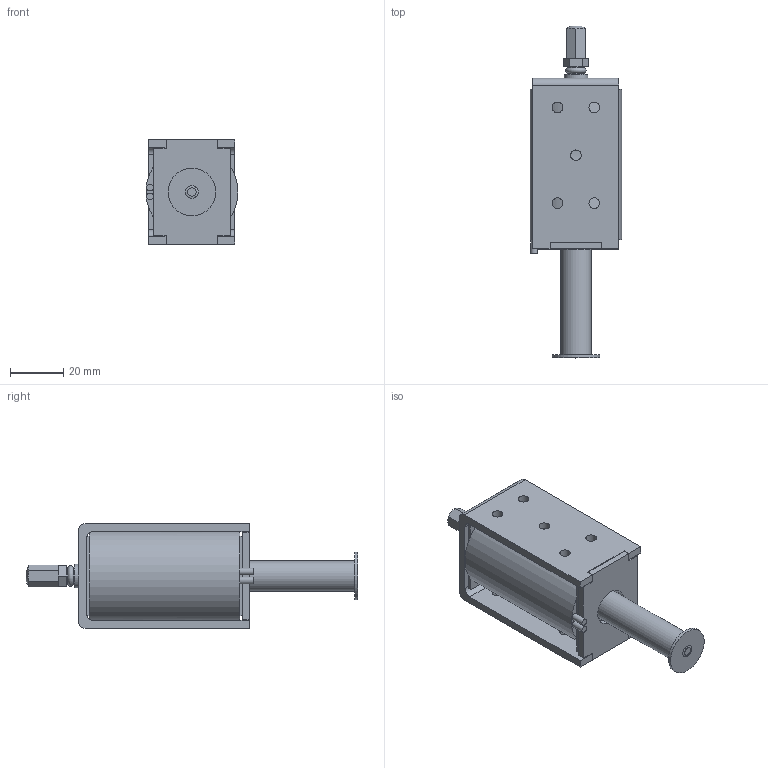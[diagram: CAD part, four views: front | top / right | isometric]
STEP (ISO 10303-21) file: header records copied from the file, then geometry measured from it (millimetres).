
FILE_DESCRIPTION(/* description */ ('Unknown','CAx-IF Rec.Pracs.---Representation and Presentation of Product Manufacturing Information (PMI)---4.0---2014-10-13','CAx-IF Rec.Pracs.---3D Tessellated Geometry---0.4---2014-09-14','2;1'),/* implementation_level */ '2;1');
FILE_NAME(/* name */ 'Solenoid - 35mm Push-Pull',/* time_stamp */ '2021-12-01T22:41:23-05:00',/* author */ ('Unknown'),/* organization */ ('Unknown'),/* preprocessor_version */ 'ST-DEVELOPER v16.7',/* originating_system */ 'Solid Edge',/* authorisation */ 'Unknown');
FILE_SCHEMA (('AP242_MANAGED_MODEL_BASED_3D_ENGINEERING_MIM_LF { 1 0 10303 442 1 1 4 }'));
Length unit declared in the file: millimetre
Products named in the file (3): Solenoid - 35mm Push-Pull; Solenoid - 35mm Push-Pull - piston
Assembly tree (2 placements, depth 2):
  Solenoid - 35mm Push-Pull
    Solenoid - 35mm Push-Pull
    Solenoid - 35mm Push-Pull - piston
Bounding box: 34.46 x 124.46 x 39.12 mm (x, y, z)
Volume: 76697.9 mm3; surface area: 25253.1 mm2
Topology: 3 solids, 15 shells, 218 faces, 536 edges, 356 vertices
Faces by surface type: plane 162, cylinder 29, bspline 24, torus 3
Full cylindrical faces by diameter (mm): 2.515 x2, 4 x10, 4.75 x3, 5.867 x1, 6.649 x1, 8.915 x1, 11.557 x1, 13.691 x1, 17.856 x1
Entity records: 8928 total; most frequent: CARTESIAN_POINT 2783, ORIENTED_EDGE 986, DIRECTION 790, EDGE_CURVE 493, VERTEX_POINT 341, EDGE_LOOP 288, FACE_BOUND 288, AXIS2_PLACEMENT_3D 272
